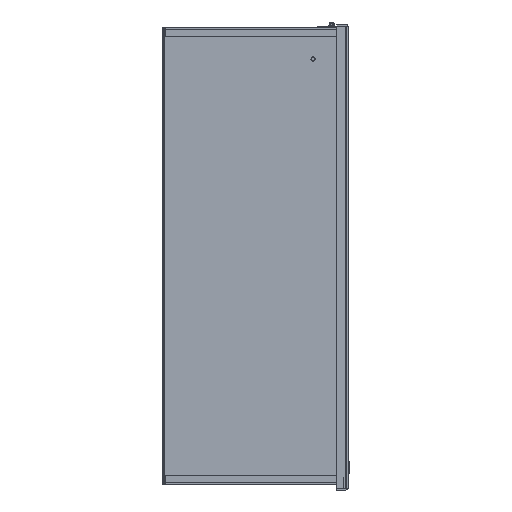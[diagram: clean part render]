
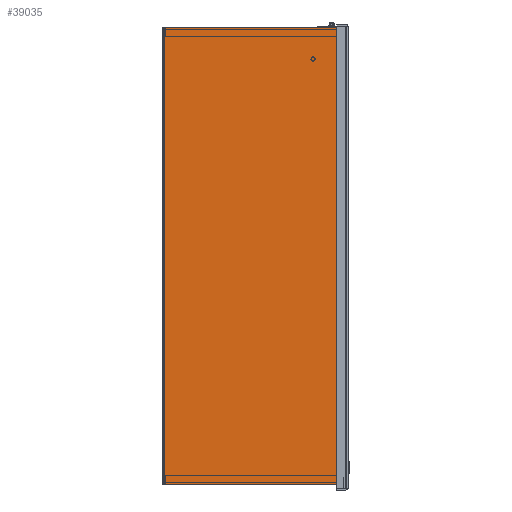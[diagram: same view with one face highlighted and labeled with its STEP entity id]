
A CAD part, front view. The second image highlights one B-rep face of the part: STEP entity #39035.
In plain terms, the highlighted face is planar.
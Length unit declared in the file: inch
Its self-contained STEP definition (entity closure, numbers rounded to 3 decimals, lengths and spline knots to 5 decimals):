
#385 = DIRECTION ( 'NONE',  ( -1., 0., 0. ) ) ;
#2168 = CARTESIAN_POINT ( 'NONE',  ( -15., -11.857, -18. ) ) ;
#2307 = VECTOR ( 'NONE', #34212, 39.37008 ) ;
#3393 = CARTESIAN_POINT ( 'NONE',  ( -15., -0.0855, -18. ) ) ;
#3539 = LINE ( 'NONE', #2168, #5920 ) ;
#4197 = VERTEX_POINT ( 'NONE', #30928 ) ;
#4645 = DIRECTION ( 'NONE',  ( 0., 1., 0. ) ) ;
#5043 = EDGE_LOOP ( 'NONE', ( #21645, #19722, #36021, #9544 ) ) ;
#5920 = VECTOR ( 'NONE', #25926, 39.37008 ) ;
#6355 = PLANE ( 'NONE',  #34333 ) ;
#9400 = LINE ( 'NONE', #15328, #21727 ) ;
#9453 = VERTEX_POINT ( 'NONE', #30952 ) ;
#9544 = ORIENTED_EDGE ( 'NONE', *, *, #16228, .T. ) ;
#10407 = CARTESIAN_POINT ( 'NONE',  ( -15., -0.095, -18. ) ) ;
#15088 = EDGE_CURVE ( 'NONE', #4197, #24418, #37056, .T. ) ;
#15328 = CARTESIAN_POINT ( 'NONE',  ( 15., -0.143, -18. ) ) ;
#15563 = FACE_OUTER_BOUND ( 'NONE', #5043, .T. ) ;
#15649 = DIRECTION ( 'NONE',  ( 0., 1., 0. ) ) ;
#16228 = EDGE_CURVE ( 'NONE', #24418, #28984, #3539, .T. ) ;
#19722 = ORIENTED_EDGE ( 'NONE', *, *, #36698, .F. ) ;
#20229 = LINE ( 'NONE', #10407, #29734 ) ;
#21645 = ORIENTED_EDGE ( 'NONE', *, *, #31252, .T. ) ;
#21727 = VECTOR ( 'NONE', #385, 39.37008 ) ;
#23426 = CARTESIAN_POINT ( 'NONE',  ( -15., -11.857, -18. ) ) ;
#24418 = VERTEX_POINT ( 'NONE', #26796 ) ;
#24988 = CARTESIAN_POINT ( 'NONE',  ( 15., -0.095, -18. ) ) ;
#25926 = DIRECTION ( 'NONE',  ( -1., 0., 0. ) ) ;
#26796 = CARTESIAN_POINT ( 'NONE',  ( 15., -11.857, -18. ) ) ;
#28984 = VERTEX_POINT ( 'NONE', #23426 ) ;
#29734 = VECTOR ( 'NONE', #4645, 39.37008 ) ;
#30928 = CARTESIAN_POINT ( 'NONE',  ( 15., -0.143, -18. ) ) ;
#30952 = CARTESIAN_POINT ( 'NONE',  ( -15., -0.143, -18. ) ) ;
#31252 = EDGE_CURVE ( 'NONE', #28984, #9453, #20229, .T. ) ;
#33877 = DIRECTION ( 'NONE',  ( 0., 0., -1. ) ) ;
#34212 = DIRECTION ( 'NONE',  ( 0., -1., 0. ) ) ;
#34333 = AXIS2_PLACEMENT_3D ( 'NONE', #3393, #33877, #15649 ) ;
#36021 = ORIENTED_EDGE ( 'NONE', *, *, #15088, .T. ) ;
#36698 = EDGE_CURVE ( 'NONE', #4197, #9453, #9400, .T. ) ;
#37056 = LINE ( 'NONE', #24988, #2307 ) ;
#39035 = ADVANCED_FACE ( 'NONE', ( #15563 ), #6355, .T. ) ;
